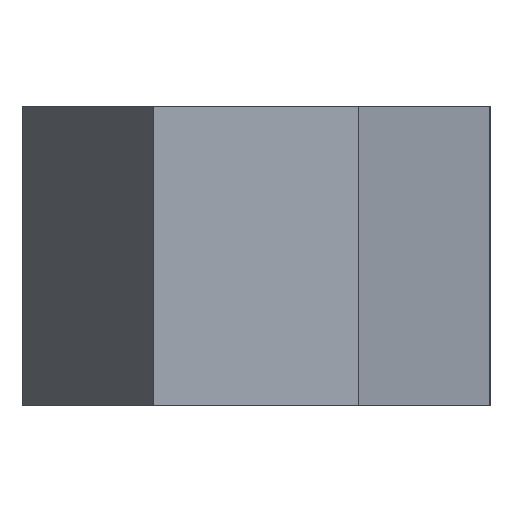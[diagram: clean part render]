
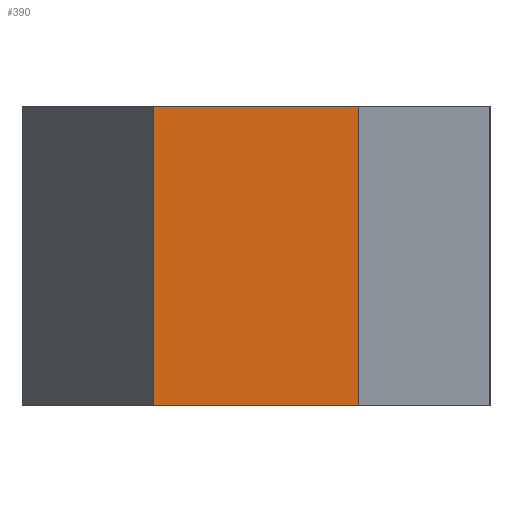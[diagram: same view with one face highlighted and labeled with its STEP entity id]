
A CAD part, left-side view. The second image highlights one B-rep face of the part: STEP entity #390.
In plain terms, the highlighted planar face has unit normal (-1, 0, 0).
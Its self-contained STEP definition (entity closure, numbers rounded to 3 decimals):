
#72 = CARTESIAN_POINT ( 'NONE',  ( -40., -5.5, 0. ) ) ;
#79 = CARTESIAN_POINT ( 'NONE',  ( -40., -5.5, 16. ) ) ;
#94 = DIRECTION ( 'NONE',  ( 1., 0., 0. ) ) ;
#97 = EDGE_CURVE ( 'NONE', #719, #144, #349, .T. ) ;
#107 = AXIS2_PLACEMENT_3D ( 'NONE', #710, #94, #377 ) ;
#118 = VECTOR ( 'NONE', #623, 1000. ) ;
#123 = CARTESIAN_POINT ( 'NONE',  ( -40., -5.5, 16. ) ) ;
#139 = EDGE_LOOP ( 'NONE', ( #453, #592, #644, #620 ) ) ;
#144 = VERTEX_POINT ( 'NONE', #72 ) ;
#154 = PLANE ( 'NONE',  #107 ) ;
#163 = VERTEX_POINT ( 'NONE', #840 ) ;
#201 = LINE ( 'NONE', #823, #372 ) ;
#210 = VECTOR ( 'NONE', #745, 1000. ) ;
#343 = DIRECTION ( 'NONE',  ( 0., -1., 0. ) ) ;
#349 = LINE ( 'NONE', #621, #374 ) ;
#352 = VERTEX_POINT ( 'NONE', #845 ) ;
#372 = VECTOR ( 'NONE', #343, 1000. ) ;
#374 = VECTOR ( 'NONE', #887, 1000. ) ;
#377 = DIRECTION ( 'NONE',  ( 0., 0., -1. ) ) ;
#390 = ADVANCED_FACE ( 'NONE', ( #514 ), #154, .F. ) ;
#453 = ORIENTED_EDGE ( 'NONE', *, *, #841, .T. ) ;
#481 = CARTESIAN_POINT ( 'NONE',  ( -40., 5.5, 16. ) ) ;
#486 = LINE ( 'NONE', #123, #210 ) ;
#514 = FACE_OUTER_BOUND ( 'NONE', #139, .T. ) ;
#521 = EDGE_CURVE ( 'NONE', #163, #719, #486, .T. ) ;
#592 = ORIENTED_EDGE ( 'NONE', *, *, #97, .F. ) ;
#611 = LINE ( 'NONE', #481, #118 ) ;
#620 = ORIENTED_EDGE ( 'NONE', *, *, #624, .T. ) ;
#621 = CARTESIAN_POINT ( 'NONE',  ( -40., -5.5, 16. ) ) ;
#623 = DIRECTION ( 'NONE',  ( 0., 0., -1. ) ) ;
#624 = EDGE_CURVE ( 'NONE', #163, #352, #611, .T. ) ;
#644 = ORIENTED_EDGE ( 'NONE', *, *, #521, .F. ) ;
#710 = CARTESIAN_POINT ( 'NONE',  ( -40., -5.5, 16. ) ) ;
#719 = VERTEX_POINT ( 'NONE', #79 ) ;
#745 = DIRECTION ( 'NONE',  ( 0., -1., 0. ) ) ;
#823 = CARTESIAN_POINT ( 'NONE',  ( -40., -5.5, 0. ) ) ;
#840 = CARTESIAN_POINT ( 'NONE',  ( -40., 5.5, 16. ) ) ;
#841 = EDGE_CURVE ( 'NONE', #352, #144, #201, .T. ) ;
#845 = CARTESIAN_POINT ( 'NONE',  ( -40., 5.5, 0. ) ) ;
#887 = DIRECTION ( 'NONE',  ( 0., 0., -1. ) ) ;
